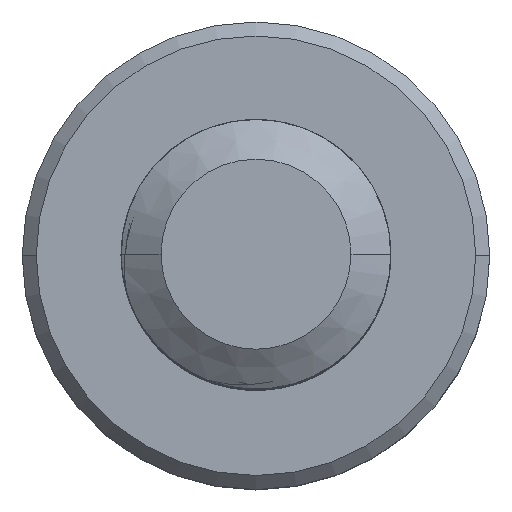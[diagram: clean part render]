
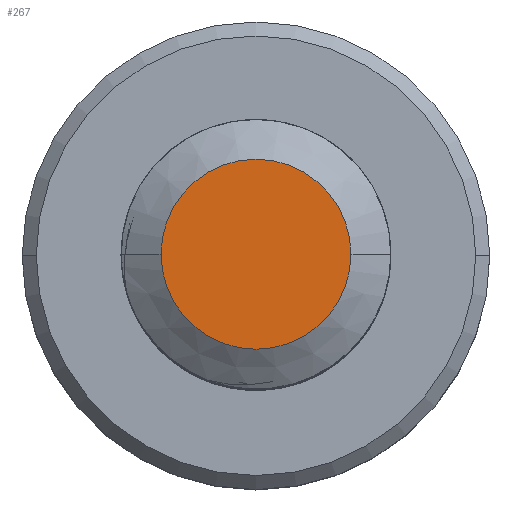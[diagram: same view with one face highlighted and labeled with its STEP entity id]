
A CAD part, top view. The second image highlights one B-rep face of the part: STEP entity #267.
In plain terms, the highlighted planar face has unit normal (0, 0, 1).
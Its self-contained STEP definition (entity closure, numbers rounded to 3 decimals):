
#167 = ORIENTED_EDGE ( 'NONE', *, *, #882, .T. ) ;
#267 = ADVANCED_FACE ( 'NONE', ( #5907 ), #5404, .T. ) ;
#848 = VERTEX_POINT ( 'NONE', #4589 ) ;
#882 = EDGE_CURVE ( 'NONE', #3809, #848, #5124, .T. ) ;
#983 = DIRECTION ( 'NONE',  ( 0., 0., 1. ) ) ;
#1555 = AXIS2_PLACEMENT_3D ( 'NONE', #3694, #1994, #3659 ) ;
#1874 = DIRECTION ( 'NONE',  ( 1., 0., 0. ) ) ;
#1994 = DIRECTION ( 'NONE',  ( 0., 0., 1. ) ) ;
#2113 = AXIS2_PLACEMENT_3D ( 'NONE', #6444, #983, #3628 ) ;
#2480 = ORIENTED_EDGE ( 'NONE', *, *, #3064, .T. ) ;
#2781 = EDGE_LOOP ( 'NONE', ( #167, #2480 ) ) ;
#3064 = EDGE_CURVE ( 'NONE', #848, #3809, #5940, .T. ) ;
#3294 = CARTESIAN_POINT ( 'NONE',  ( -1.726, 0., 0. ) ) ;
#3628 = DIRECTION ( 'NONE',  ( 1., 0., 0. ) ) ;
#3659 = DIRECTION ( 'NONE',  ( 1., 0., 0. ) ) ;
#3694 = CARTESIAN_POINT ( 'NONE',  ( 0., 0., 0. ) ) ;
#3809 = VERTEX_POINT ( 'NONE', #3294 ) ;
#4589 = CARTESIAN_POINT ( 'NONE',  ( 1.726, 0., 0. ) ) ;
#5124 = CIRCLE ( 'NONE', #5927, 1.726 ) ;
#5404 = PLANE ( 'NONE',  #2113 ) ;
#5636 = DIRECTION ( 'NONE',  ( 0., 0., 1. ) ) ;
#5907 = FACE_OUTER_BOUND ( 'NONE', #2781, .T. ) ;
#5927 = AXIS2_PLACEMENT_3D ( 'NONE', #6708, #5636, #1874 ) ;
#5940 = CIRCLE ( 'NONE', #1555, 1.726 ) ;
#6444 = CARTESIAN_POINT ( 'NONE',  ( 0., 0., 0. ) ) ;
#6708 = CARTESIAN_POINT ( 'NONE',  ( 0., 0., 0. ) ) ;
